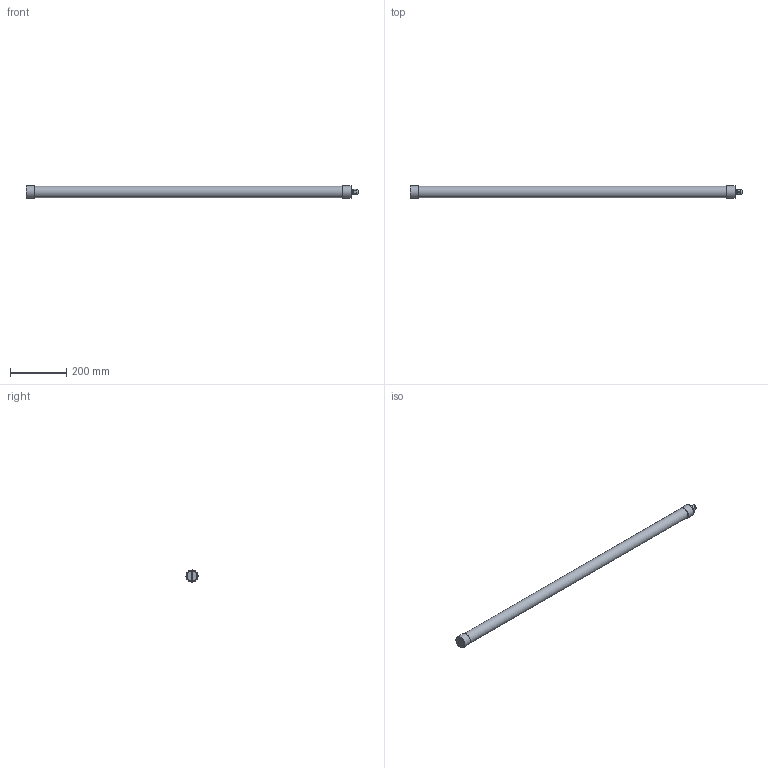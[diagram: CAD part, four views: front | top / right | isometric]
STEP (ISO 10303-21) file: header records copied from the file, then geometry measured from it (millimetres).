
FILE_DESCRIPTION(/* description */ (''),/* implementation_level */ '2;1');
FILE_NAME(/* name */ 'KE-LED-EA 4030-P MOD 24.stp',/* time_stamp */ '2025-05-15T14:25:08+02:00',/* author */ ('stree'),/* organization */ (''),/* preprocessor_version */ 'ST-DEVELOPER v20.1',/* originating_system */ 'Autodesk Inventor 2026',/* authorisation */ '');
FILE_SCHEMA (('AUTOMOTIVE_DESIGN { 1 0 10303 214 3 1 1 }'));
Length unit declared in the file: millimetre
Products named in the file (8): KE-LED-EA 4030-P MOD 24 Baugruppe; Kabelverschraubung M16; KE-LED-EA 4006-P MOD 24 Kappe Oben; KE-LED-EA 4006-P MOD 24 Kappe Unten; KE-LED-EA 40..-P MOD 24 Platine Oben; KE-LED-EA 40..-P MOD 24 Platine Unten; KE-LED-EA 4030-P MOD 24 Rohr; KE-LED-EA 40..-P MOD 24 2.Platine
Assembly tree (9 placements, depth 2):
  KE-LED-EA 4030-P MOD 24 Baugruppe
    Kabelverschraubung M16
    KE-LED-EA 4006-P MOD 24 Kappe Oben
    KE-LED-EA 4006-P MOD 24 Kappe Unten
    KE-LED-EA 40..-P MOD 24 2.Platine  x3
    KE-LED-EA 40..-P MOD 24 Platine Oben
    KE-LED-EA 40..-P MOD 24 Platine Unten
    KE-LED-EA 4030-P MOD 24 Rohr
Bounding box: 1179.75 x 43 x 43 mm (x, y, z)
Volume: 483556.6 mm3; surface area: 371756.1 mm2
Topology: 9 solids, 9 shells, 171 faces, 348 edges, 232 vertices
Faces by surface type: plane 87, cylinder 53, torus 30, bspline 1
Full cylindrical faces by diameter (mm): 3 x30, 7 x1, 13 x1, 15.3 x1, 16 x2, 34 x1, 40 x3, 43 x2
Entity records: 3733 total; most frequent: DIRECTION 669, CARTESIAN_POINT 586, ORIENTED_EDGE 504, AXIS2_PLACEMENT_3D 278, EDGE_CURVE 252, VERTEX_POINT 168, EDGE_LOOP 154, CIRCLE 139
